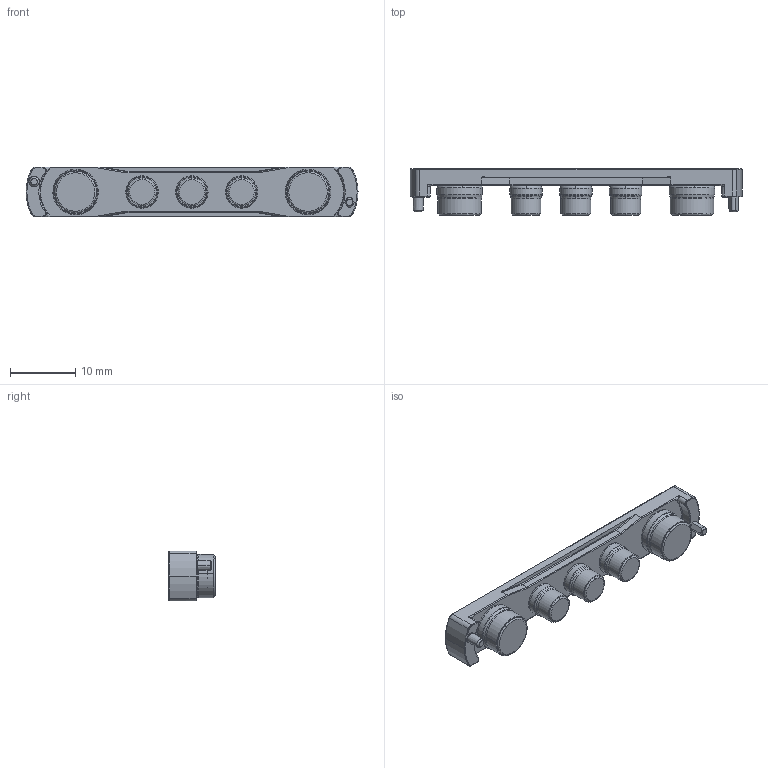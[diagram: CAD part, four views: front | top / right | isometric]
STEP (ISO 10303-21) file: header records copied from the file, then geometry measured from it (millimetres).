
FILE_DESCRIPTION (( 'STEP AP214' ), '1' );
FILE_NAME ('18378_18388_18364_18480-01-Output.STEP', '2012-08-16T14:59:20', ( 'Vicor User' ), ( 'Microsoft' ), 'SwSTEP 2.0', 'SolidWorks 2012', '' );
FILE_SCHEMA (( 'AUTOMOTIVE_DESIGN' ));
Length unit declared in the file: inch
Products named in the file (1): 18378_18388_18364_18480-01-Output
Bounding box: 50.8 x 7.11 x 7.62 mm (x, y, z)
Volume: 1319.8 mm3; surface area: 2079.9 mm2
Topology: 1 solids, 1 shells, 839 faces, 2356 edges, 1518 vertices
Faces by surface type: plane 370, bspline 323, cylinder 80, cone 66
Entity records: 40698 total; most frequent: CARTESIAN_POINT 16679, ORIENTED_EDGE 4712, DIRECTION 3097, EDGE_CURVE 2356, VERTEX_POINT 1518, LINE 1063, VECTOR 1063, AXIS2_PLACEMENT_3D 1017
